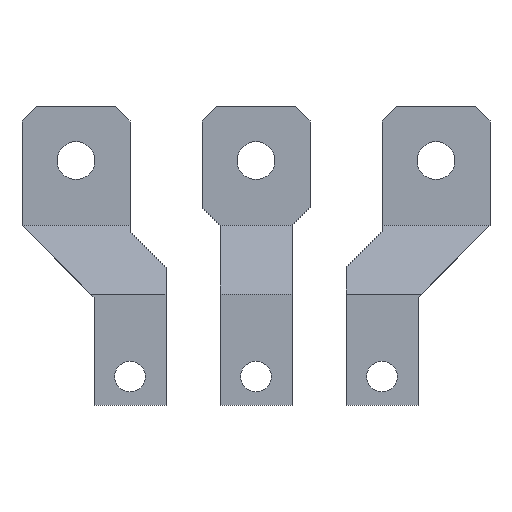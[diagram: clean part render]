
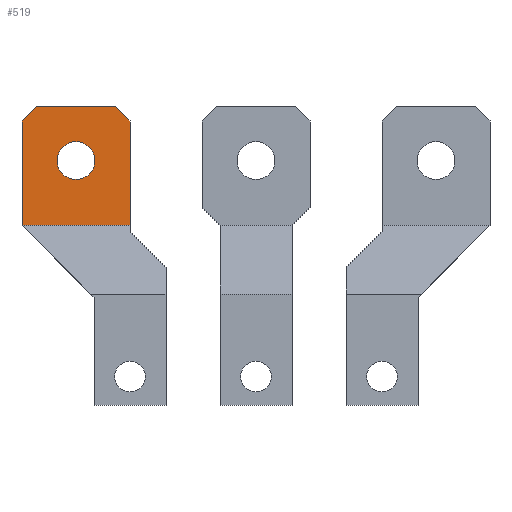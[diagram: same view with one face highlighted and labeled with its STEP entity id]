
A CAD part, front view. The second image highlights one B-rep face of the part: STEP entity #519.
In plain terms, the highlighted planar face has unit normal (0, -1, 0).
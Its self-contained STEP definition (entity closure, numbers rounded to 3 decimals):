
#491=AXIS2_PLACEMENT_3D('Plane Axis2P3D',#488,#489,#490) ;
#503=AXIS2_PLACEMENT_3D('Circle Axis2P3D',#501,#502,$) ;
#512=AXIS2_PLACEMENT_3D('Circle Axis2P3D',#510,#511,$) ;
#94=CARTESIAN_POINT('Line Origine',(-50.,25.,179.)) ;
#98=CARTESIAN_POINT('Vertex',(-61.,25.,179.)) ;
#100=CARTESIAN_POINT('Vertex',(-39.,25.,179.)) ;
#138=CARTESIAN_POINT('Vertex',(-35.,25.,175.)) ;
#148=CARTESIAN_POINT('Line Origine',(-37.,25.,177.)) ;
#176=CARTESIAN_POINT('Vertex',(-65.,25.,175.)) ;
#179=CARTESIAN_POINT('Line Origine',(-63.,25.,177.)) ;
#217=CARTESIAN_POINT('Line Origine',(-35.,25.,160.5)) ;
#221=CARTESIAN_POINT('Vertex',(-35.,25.,146.)) ;
#254=CARTESIAN_POINT('Vertex',(-65.,25.,146.)) ;
#257=CARTESIAN_POINT('Line Origine',(-65.,25.,160.5)) ;
#474=CARTESIAN_POINT('Line Origine',(-50.,25.,146.)) ;
#488=CARTESIAN_POINT('Axis2P3D Location',(0.,25.,200.)) ;
#501=CARTESIAN_POINT('Axis2P3D Location',(-50.,25.,164.)) ;
#505=CARTESIAN_POINT('Vertex',(-55.25,25.,164.)) ;
#507=CARTESIAN_POINT('Vertex',(-44.75,25.,164.)) ;
#510=CARTESIAN_POINT('Axis2P3D Location',(-50.,25.,164.)) ;
#95=DIRECTION('Vector Direction',(1.,0.,0.)) ;
#149=DIRECTION('Vector Direction',(-0.707,0.,0.707)) ;
#180=DIRECTION('Vector Direction',(-0.707,0.,-0.707)) ;
#218=DIRECTION('Vector Direction',(0.,0.,-1.)) ;
#258=DIRECTION('Vector Direction',(0.,0.,1.)) ;
#475=DIRECTION('Vector Direction',(-1.,0.,0.)) ;
#489=DIRECTION('Axis2P3D Direction',(0.,1.,0.)) ;
#490=DIRECTION('Axis2P3D XDirection',(0.,0.,-1.)) ;
#502=DIRECTION('Axis2P3D Direction',(0.,1.,0.)) ;
#511=DIRECTION('Axis2P3D Direction',(0.,1.,0.)) ;
#96=VECTOR('Line Direction',#95,1.) ;
#150=VECTOR('Line Direction',#149,1.) ;
#181=VECTOR('Line Direction',#180,1.) ;
#219=VECTOR('Line Direction',#218,1.) ;
#259=VECTOR('Line Direction',#258,1.) ;
#476=VECTOR('Line Direction',#475,1.) ;
#494=ORIENTED_EDGE('',*,*,#223,.F.) ;
#495=ORIENTED_EDGE('',*,*,#152,.T.) ;
#496=ORIENTED_EDGE('',*,*,#102,.F.) ;
#497=ORIENTED_EDGE('',*,*,#183,.T.) ;
#498=ORIENTED_EDGE('',*,*,#261,.F.) ;
#499=ORIENTED_EDGE('',*,*,#478,.F.) ;
#516=ORIENTED_EDGE('',*,*,#509,.T.) ;
#517=ORIENTED_EDGE('',*,*,#514,.T.) ;
#518=FACE_BOUND('',#515,.T.) ;
#519=ADVANCED_FACE('Terminali anteriori divaricati ES superiori',(#500,#518),#492,.F.) ;
#504=CIRCLE('generated circle',#503,5.25) ;
#513=CIRCLE('generated circle',#512,5.25) ;
#102=EDGE_CURVE('',#99,#101,#97,.T.) ;
#152=EDGE_CURVE('',#139,#101,#151,.T.) ;
#183=EDGE_CURVE('',#99,#177,#182,.T.) ;
#223=EDGE_CURVE('',#139,#222,#220,.T.) ;
#261=EDGE_CURVE('',#255,#177,#260,.T.) ;
#478=EDGE_CURVE('',#222,#255,#477,.T.) ;
#509=EDGE_CURVE('',#506,#508,#504,.T.) ;
#514=EDGE_CURVE('',#508,#506,#513,.T.) ;
#493=EDGE_LOOP('',(#494,#495,#496,#497,#498,#499)) ;
#515=EDGE_LOOP('',(#516,#517)) ;
#500=FACE_OUTER_BOUND('',#493,.T.) ;
#97=LINE('Line',#94,#96) ;
#151=LINE('Line',#148,#150) ;
#182=LINE('Line',#179,#181) ;
#220=LINE('Line',#217,#219) ;
#260=LINE('Line',#257,#259) ;
#477=LINE('Line',#474,#476) ;
#492=PLANE('',#491) ;
#99=VERTEX_POINT('',#98) ;
#101=VERTEX_POINT('',#100) ;
#139=VERTEX_POINT('',#138) ;
#177=VERTEX_POINT('',#176) ;
#222=VERTEX_POINT('',#221) ;
#255=VERTEX_POINT('',#254) ;
#506=VERTEX_POINT('',#505) ;
#508=VERTEX_POINT('',#507) ;
